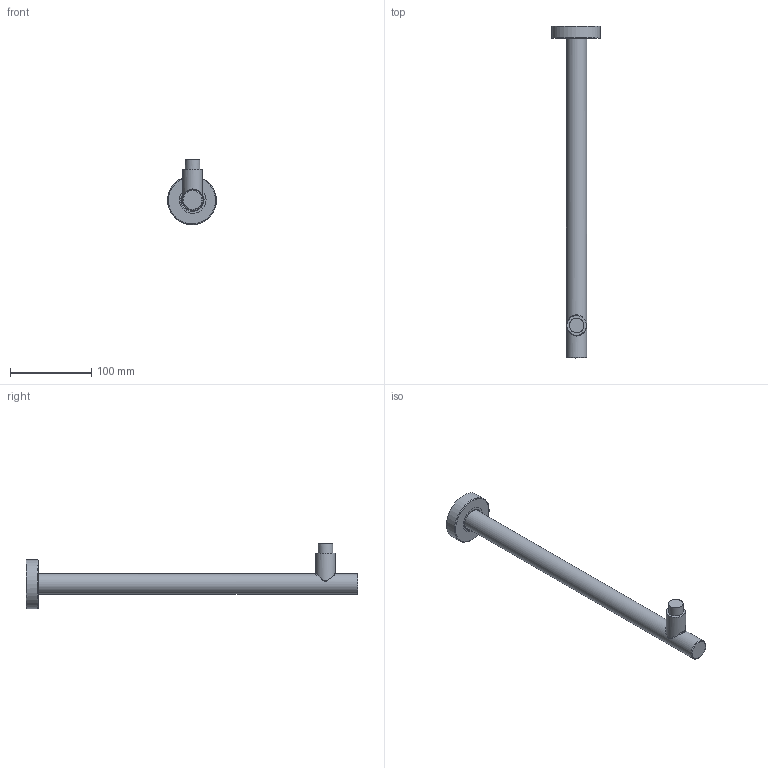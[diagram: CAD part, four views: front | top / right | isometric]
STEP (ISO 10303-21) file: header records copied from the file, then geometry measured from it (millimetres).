
FILE_DESCRIPTION(/* description */ (''),/* implementation_level */ '2;1');
FILE_NAME(/* name */ '3D_TVC000453510_Universal (1).step',/* time_stamp */ '2022-12-07T08:41:02+01:00',/* author */ (''),/* organization */ (''),/* preprocessor_version */ 'ST-DEVELOPER v19.2',/* originating_system */ 'Autodesk Translation Framework v11.17.0.187',/* authorisation */ '');
FILE_SCHEMA (('AUTOMOTIVE_DESIGN { 1 0 10303 214 3 1 1 }'));
Length unit declared in the file: millimetre
Products named in the file (7): (Nicht gespeichert); STPB0176-P1; STWR0085-1-XX; STCB0142-P1-1; STMB0316-XX; STRR0035-XX; STST0030-XX
Assembly tree (10 placements, depth 2):
  (Nicht gespeichert)
    STPB0176-P1
    STWR0085-1-XX
    STCB0142-P1-1
    STMB0316-XX
    STRR0035-XX  x2
    STST0030-XX  x4
Bounding box: 60 x 408.24 x 80.46 mm (x, y, z)
Volume: 255271.3 mm3; surface area: 45636.3 mm2
Topology: 3 solids, 3 shells, 25 faces, 44 edges, 29 vertices
Faces by surface type: plane 9, cylinder 6, torus 4, cone 3, bspline 3
Full cylindrical faces by diameter (mm): 18 x1, 24 x1, 25 x1, 27 x1, 33 x1, 60 x1
Entity records: 3557 total; most frequent: CARTESIAN_POINT 2832, DIRECTION 145, ORIENTED_EDGE 88, AXIS2_PLACEMENT_3D 68, EDGE_CURVE 44, EDGE_LOOP 31, CIRCLE 29, VERTEX_POINT 29
